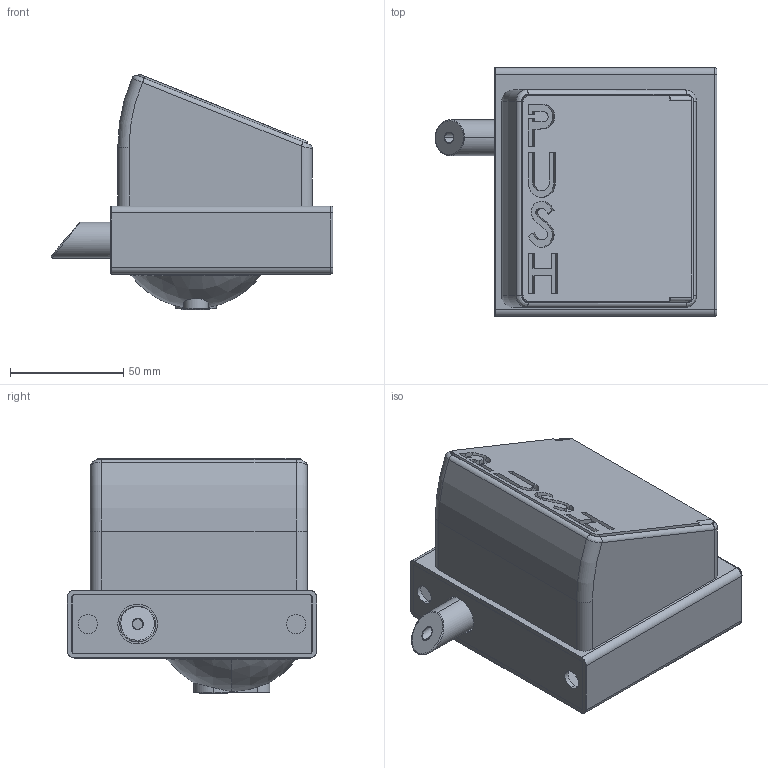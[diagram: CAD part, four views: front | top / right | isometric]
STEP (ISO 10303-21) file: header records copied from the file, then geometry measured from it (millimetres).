
FILE_DESCRIPTION (( 'STEP AP203' ), '1' );
FILE_NAME ('05SBQEDGLR01.STEP', '2022-03-04T11:35:07', ( '' ), ( '' ), 'SwSTEP 2.0', 'SolidWorks 2020', '' );
FILE_SCHEMA (( 'CONFIG_CONTROL_DESIGN' ));
Length unit declared in the file: millimetre
Products named in the file (1): 05SBQEDGLR01
Bounding box: 124.43 x 110 x 104.23 mm (x, y, z)
Volume: 171459.1 mm3; surface area: 136818 mm2
Topology: 5 solids, 5 shells, 290 faces, 764 edges, 485 vertices
Faces by surface type: plane 107, cylinder 90, torus 52, bspline 33, cone 6, sphere 2
Entity records: 11838 total; most frequent: CARTESIAN_POINT 5423, ORIENTED_EDGE 1528, DIRECTION 968, EDGE_CURVE 764, VERTEX_POINT 485, B_SPLINE_CURVE_WITH_KNOTS 389, AXIS2_PLACEMENT_3D 348, EDGE_LOOP 319
